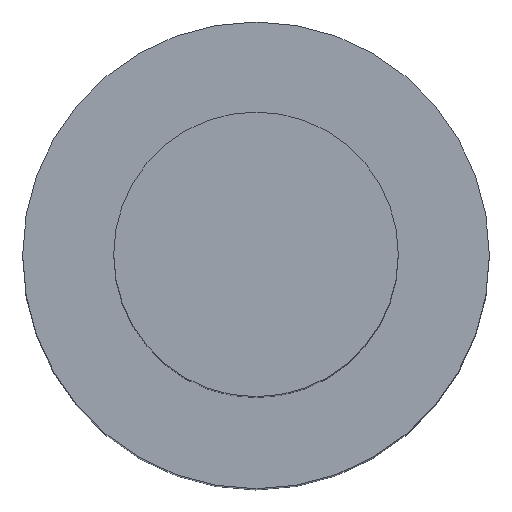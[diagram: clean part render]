
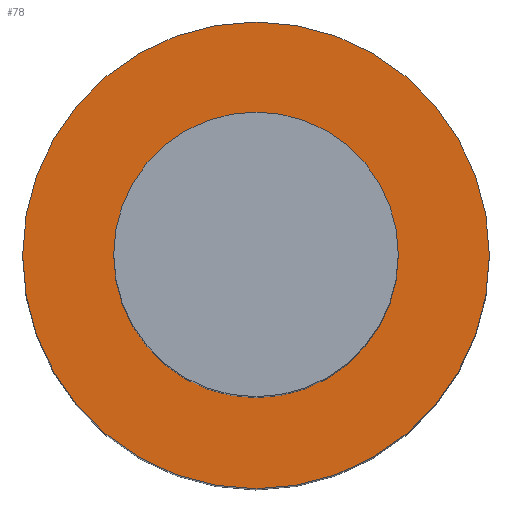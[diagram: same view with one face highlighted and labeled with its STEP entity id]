
A CAD part, top view. The second image highlights one B-rep face of the part: STEP entity #78.
In plain terms, the highlighted planar face has unit normal (0, 0, 1).
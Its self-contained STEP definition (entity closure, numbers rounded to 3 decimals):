
#78=ADVANCED_FACE('',(#90,#91),#92,.T.);
#90=FACE_BOUND('',#106,.T.);
#91=FACE_OUTER_BOUND('',#107,.T.);
#92=PLANE('',#108);
#106=EDGE_LOOP('',(#128));
#107=EDGE_LOOP('',(#129));
#108=AXIS2_PLACEMENT_3D('',#130,#131,#132);
#128=ORIENTED_EDGE('',*,*,#145,.F.);
#129=ORIENTED_EDGE('',*,*,#144,.T.);
#130=CARTESIAN_POINT('',(0.,16.5,0.));
#131=DIRECTION('',(0.,0.,1.0));
#132=DIRECTION('',(0.,1.0,0.));
#144=EDGE_CURVE('',#151,#151,#152,.T.);
#145=EDGE_CURVE('',#153,#153,#154,.T.);
#151=VERTEX_POINT('',#161);
#152=CIRCLE('',#162,20.5);
#153=VERTEX_POINT('',#163);
#154=CIRCLE('',#164,12.5);
#161=CARTESIAN_POINT('',(0.,20.5,0.));
#162=AXIS2_PLACEMENT_3D('',#173,#174,#175);
#163=CARTESIAN_POINT('',(0.,12.5,0.));
#164=AXIS2_PLACEMENT_3D('',#176,#177,#178);
#173=CARTESIAN_POINT('',(0.0,0.0,0.0));
#174=DIRECTION('',(0.,0.,1.0));
#175=DIRECTION('',(0.,1.0,0.));
#176=CARTESIAN_POINT('',(0.0,0.0,0.0));
#177=DIRECTION('',(0.,0.,1.0));
#178=DIRECTION('',(0.,1.0,0.));
